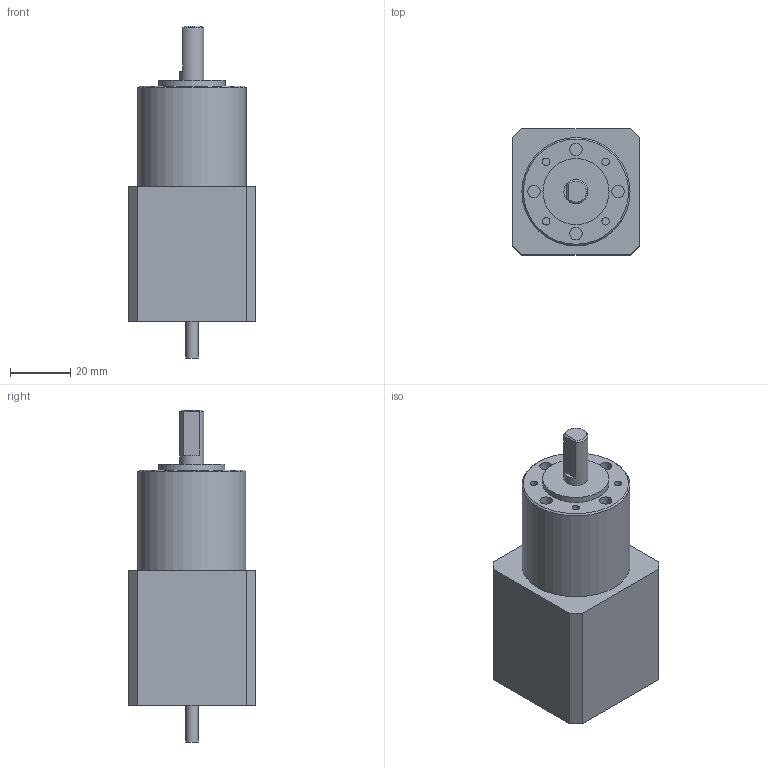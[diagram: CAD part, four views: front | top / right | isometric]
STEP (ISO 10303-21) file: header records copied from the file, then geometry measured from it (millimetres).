
FILE_DESCRIPTION(/* description */ ('Alibre Inc.'),/* implementation_level */ '2;1');
FILE_NAME(/* name */ 'export0',/* time_stamp */ '2013-11-27T10:26:29-07:00',/* author */ (''),/* organization */ (''),/* preprocessor_version */ 'ST-DEVELOPER v14',/* originating_system */ 'Alibre',/* authorisation */ '');
FILE_SCHEMA (('ALIBRE_SCHEMA','CONFIG_CONTROL_DESIGN'));
Length unit declared in the file: centimetre
Products named in the file (1): ID_1
Bounding box: 42 x 42 x 110.5 mm (x, y, z)
Volume: 114056.9 mm3; surface area: 15639.2 mm2
Topology: 1 solids, 1 shells, 43 faces, 78 edges, 51 vertices
Faces by surface type: plane 27, cylinder 14, cone 2
Full cylindrical faces by diameter (mm): 1.221 x2, 2.459 x4, 4 x1, 4.134 x4, 8 x1, 22 x1, 36 x1
Entity records: 4317 total; most frequent: CARTESIAN_POINT 554, REFERENCEDEPENDENTUV 337, CONSTRAINTPAIRUV 290, DIRECTION 278, REFERENCEPOINTUV 206, VECTOR 143, ENTITYHEADERPROPERTIES 137, BLOCKPRIMITIVE 134
